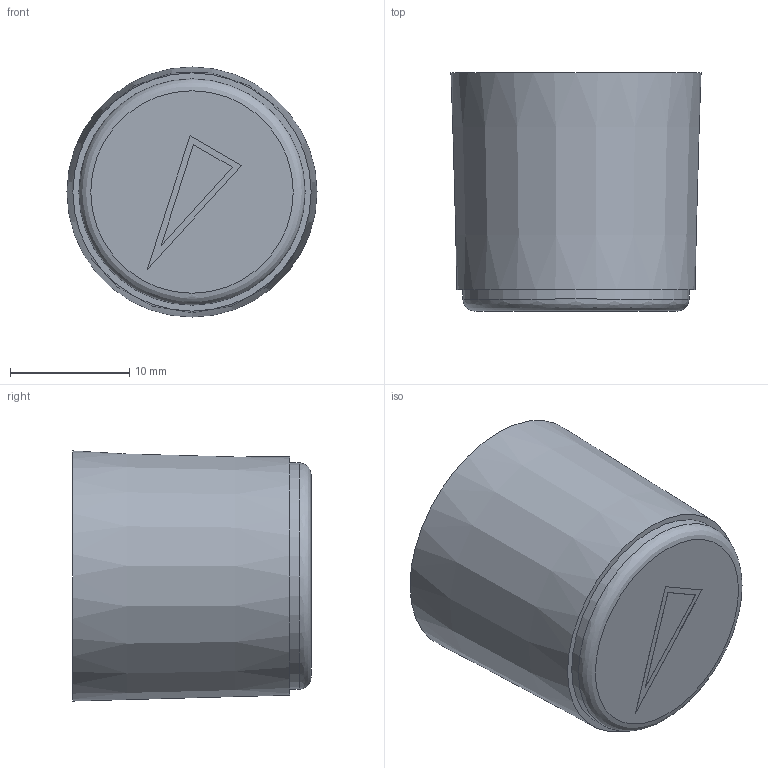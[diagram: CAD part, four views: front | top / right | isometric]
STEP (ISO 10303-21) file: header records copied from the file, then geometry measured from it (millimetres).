
FILE_DESCRIPTION(('FreeCAD Model'),'2;1');
FILE_NAME('Poti_21x20x6.step', '2021-02-21T14:04:00',('Author'),(''), 'Open CASCADE STEP processor 7.3','FreeCAD','Unknown');
FILE_SCHEMA(('AUTOMOTIVE_DESIGN { 1 0 10303 214 1 1 1 1 }'));
Length unit declared in the file: millimetre
Products named in the file (1): Poti_21x20x6
Bounding box: 21 x 20.01 x 21 mm (x, y, z)
Volume: 4954.6 mm3; surface area: 2578.7 mm2
Topology: 2 solids, 2 shells, 20 faces, 35 edges, 23 vertices
Faces by surface type: plane 14, cylinder 4, cone 1, revolution 1
Full cylindrical faces by diameter (mm): 6.1 x1, 11 x1, 17 x1, 19 x1
Entity records: 1100 total; most frequent: DIRECTION 159, CARTESIAN_POINT 156, LINE 83, VECTOR 83, ORIENTED_EDGE 70, PCURVE 70, DEFINITIONAL_REPRESENTATION 70, EDGE_CURVE 35
